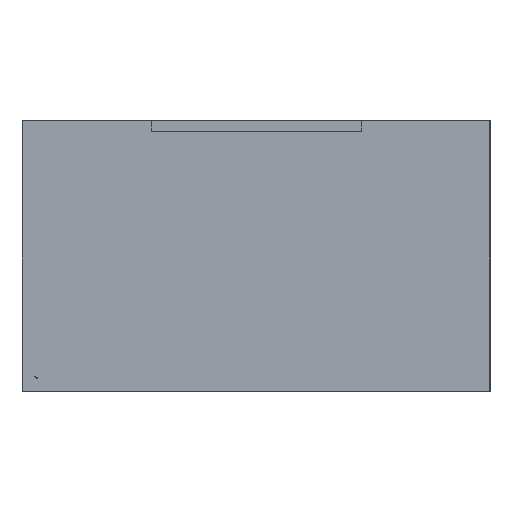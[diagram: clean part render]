
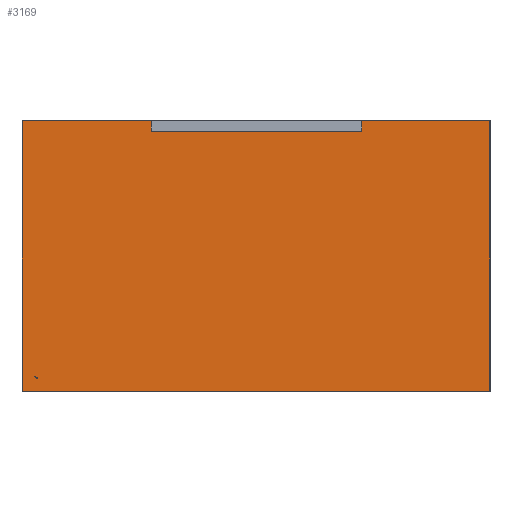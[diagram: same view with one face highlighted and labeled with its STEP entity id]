
A CAD part, front view. The second image highlights one B-rep face of the part: STEP entity #3169.
In plain terms, the highlighted planar face has unit normal (0, -1, 0).
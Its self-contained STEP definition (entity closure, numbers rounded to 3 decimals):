
#59=FACE_BOUND('',#598,.T.);
#240=PLANE('',#3477);
#411=FACE_OUTER_BOUND('',#597,.T.);
#597=EDGE_LOOP('',(#2960,#2961,#2962,#2963));
#598=EDGE_LOOP('',(#2964,#2965,#2966,#2967));
#941=LINE('',#5688,#1303);
#944=LINE('',#5694,#1306);
#947=LINE('',#5700,#1309);
#950=LINE('',#5704,#1312);
#953=LINE('',#5712,#1315);
#956=LINE('',#5718,#1318);
#959=LINE('',#5724,#1321);
#962=LINE('',#5728,#1324);
#1303=VECTOR('',#4293,10.);
#1306=VECTOR('',#4298,10.);
#1309=VECTOR('',#4303,10.);
#1312=VECTOR('',#4308,10.);
#1315=VECTOR('',#4313,10.);
#1318=VECTOR('',#4318,10.);
#1321=VECTOR('',#4323,10.);
#1324=VECTOR('',#4328,10.);
#1660=VERTEX_POINT('',#5685);
#1661=VERTEX_POINT('',#5687);
#1663=VERTEX_POINT('',#5693);
#1665=VERTEX_POINT('',#5699);
#1668=VERTEX_POINT('',#5709);
#1669=VERTEX_POINT('',#5711);
#1671=VERTEX_POINT('',#5717);
#1673=VERTEX_POINT('',#5723);
#2086=EDGE_CURVE('',#1661,#1660,#941,.T.);
#2089=EDGE_CURVE('',#1663,#1661,#944,.T.);
#2092=EDGE_CURVE('',#1665,#1663,#947,.T.);
#2095=EDGE_CURVE('',#1660,#1665,#950,.T.);
#2098=EDGE_CURVE('',#1669,#1668,#953,.T.);
#2101=EDGE_CURVE('',#1671,#1669,#956,.T.);
#2104=EDGE_CURVE('',#1673,#1671,#959,.T.);
#2107=EDGE_CURVE('',#1668,#1673,#962,.T.);
#2960=ORIENTED_EDGE('',*,*,#2107,.T.);
#2961=ORIENTED_EDGE('',*,*,#2104,.T.);
#2962=ORIENTED_EDGE('',*,*,#2101,.T.);
#2963=ORIENTED_EDGE('',*,*,#2098,.T.);
#2964=ORIENTED_EDGE('',*,*,#2095,.T.);
#2965=ORIENTED_EDGE('',*,*,#2092,.T.);
#2966=ORIENTED_EDGE('',*,*,#2089,.T.);
#2967=ORIENTED_EDGE('',*,*,#2086,.T.);
#3169=ADVANCED_FACE('',(#411,#59),#240,.T.);
#3477=AXIS2_PLACEMENT_3D('',#5729,#4329,#4330);
#4293=DIRECTION('',(0.,0.,1.));
#4298=DIRECTION('',(-1.,0.,0.));
#4303=DIRECTION('',(0.,0.,-1.));
#4308=DIRECTION('',(1.,0.,0.));
#4313=DIRECTION('',(0.,0.,-1.));
#4318=DIRECTION('',(-1.,0.,0.));
#4323=DIRECTION('',(0.,0.,1.));
#4328=DIRECTION('',(1.,0.,0.));
#4329=DIRECTION('center_axis',(0.,-1.,0.));
#4330=DIRECTION('ref_axis',(0.,0.,-1.));
#5685=CARTESIAN_POINT('',(3561.504,-20.,6945.));
#5687=CARTESIAN_POINT('',(3561.504,-20.,6645.));
#5688=CARTESIAN_POINT('',(3561.504,-20.,6945.));
#5693=CARTESIAN_POINT('',(9461.504,-20.,6645.));
#5694=CARTESIAN_POINT('',(3561.504,-20.,6645.));
#5699=CARTESIAN_POINT('',(9461.504,-20.,6945.));
#5700=CARTESIAN_POINT('',(9461.504,-20.,6645.));
#5704=CARTESIAN_POINT('',(9461.504,-20.,6945.));
#5709=CARTESIAN_POINT('',(-65.508,-20.,-654.551));
#5711=CARTESIAN_POINT('',(-65.508,-20.,6945.265));
#5712=CARTESIAN_POINT('',(-65.508,-20.,-654.551));
#5717=CARTESIAN_POINT('',(13060.543,-20.,6945.265));
#5718=CARTESIAN_POINT('',(-65.508,-20.,6945.265));
#5723=CARTESIAN_POINT('',(13060.543,-20.,-654.551));
#5724=CARTESIAN_POINT('',(13060.543,-20.,6945.265));
#5728=CARTESIAN_POINT('',(13060.543,-20.,-654.551));
#5729=CARTESIAN_POINT('Origin',(6497.518,-20.,3145.357));
